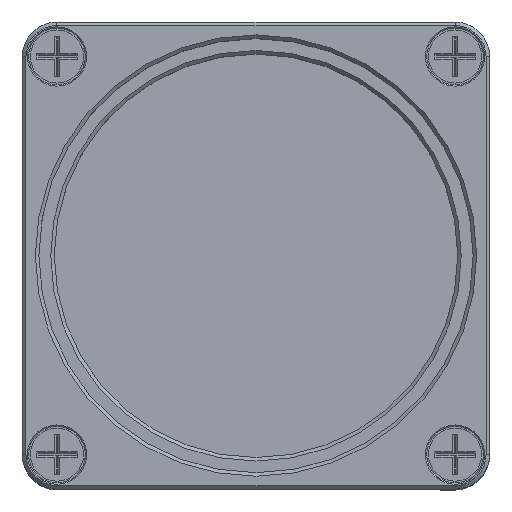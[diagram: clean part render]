
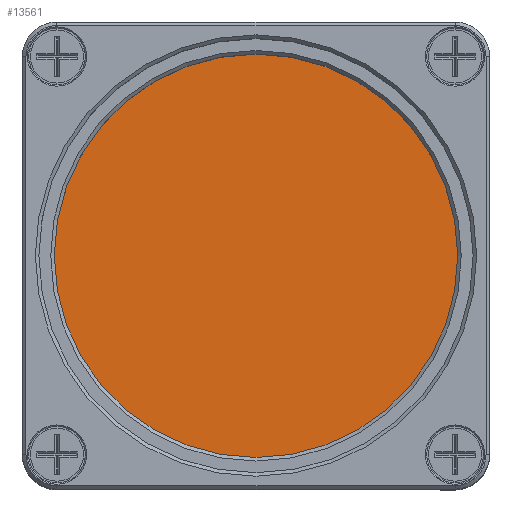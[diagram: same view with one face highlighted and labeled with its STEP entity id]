
A CAD part, top view. The second image highlights one B-rep face of the part: STEP entity #13561.
In plain terms, the highlighted face is planar.
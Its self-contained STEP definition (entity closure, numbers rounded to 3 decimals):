
#6613=FACE_OUTER_BOUND('',#26137,.T.);
#13561=ADVANCED_FACE('',(#6613),#19294,.F.);
#19294=PLANE('',#141823);
#26137=EDGE_LOOP('',(#54471));
#32061=CIRCLE('',#141820,12.5);
#54471=ORIENTED_EDGE('',*,*,#96307,.F.);
#79902=VERTEX_POINT('',#205837);
#96307=EDGE_CURVE('',#79902,#79902,#32061,.T.);
#141820=AXIS2_PLACEMENT_3D('',#205836,#166854,#166855);
#141823=AXIS2_PLACEMENT_3D('',#205840,#166860,#166861);
#166854=DIRECTION('',(0.,0.,1.));
#166855=DIRECTION('',(1.,0.,0.));
#166860=DIRECTION('',(0.,0.,1.));
#166861=DIRECTION('',(1.,0.,0.));
#205836=CARTESIAN_POINT('',(0.,0.,0.));
#205837=CARTESIAN_POINT('',(12.5,0.,0.));
#205840=CARTESIAN_POINT('',(0.,0.,0.));
